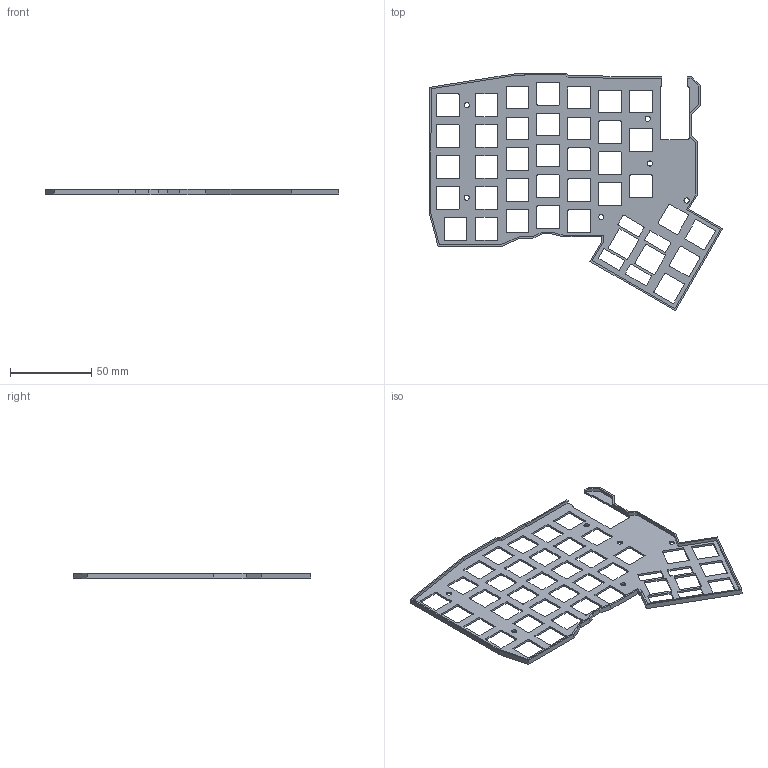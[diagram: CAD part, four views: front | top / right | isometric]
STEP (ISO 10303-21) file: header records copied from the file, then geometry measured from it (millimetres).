
FILE_DESCRIPTION(/* description */ ('STEP AP242 Edition 2','CAx-IF Rec.Pracs.---Representation and Presentation of Product Manufacturing Information (PMI)---4.0---2014-10-13','CAx-IF Rec.Pracs.---3D Tessellated Geometry---0.4---2014-09-14','2;1','CAx-IF Rec.Pracs.---User Defined Attributes---1.5---2016-08-15'),/* implementation_level */ '2;1');
FILE_NAME(/* name */ '698763b445293ac391ebdebd',/* time_stamp */ '2026-02-07T16:09:25Z',/* author */ (''),/* organization */ (''),/* preprocessor_version */ 'ST-DEVELOPER v20',/* originating_system */ 'ONSHAPE BY PTC INC, 1.210',/* authorisation */ ' ');
FILE_SCHEMA (('AP242_MANAGED_MODEL_BASED_3D_ENGINEERING_MIM_LF { 1 0 10303 442 3 1 4 }'));
Length unit declared in the file: metre
Products named in the file (1): Part 1-Mirrored
Bounding box: 181 x 146.5 x 3.1 mm (x, y, z)
Volume: 13279.6 mm3; surface area: 26141 mm2
Topology: 1 solids, 1 shells, 411 faces, 1248 edges, 839 vertices
Faces by surface type: plane 233, cylinder 178
Full cylindrical faces by diameter (mm): 3.2 x6
Entity records: 14280 total; most frequent: CARTESIAN_POINT 2577, ORIENTED_EDGE 2484, DIRECTION 2394, EDGE_CURVE 1242, LINE 858, VECTOR 858, VERTEX_POINT 839, AXIS2_PLACEMENT_3D 768
